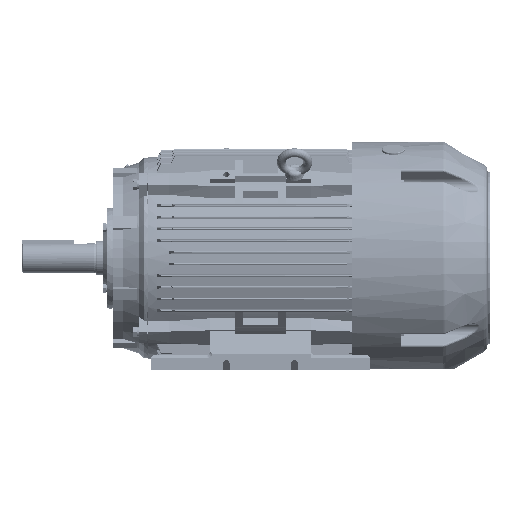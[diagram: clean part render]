
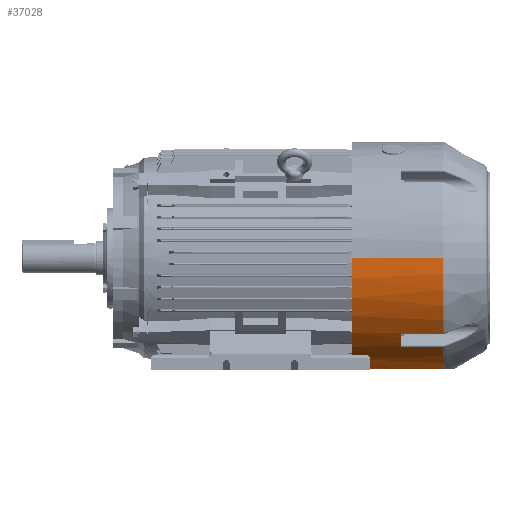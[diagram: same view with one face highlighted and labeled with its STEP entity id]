
A CAD part, front view. The second image highlights one B-rep face of the part: STEP entity #37028.
In plain terms, the highlighted cylindrical face has radius 184.5 mm (diameter 369 mm), a partial arc.
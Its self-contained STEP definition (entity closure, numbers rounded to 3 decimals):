
#35908 = VERTEX_POINT ( 'NONE', #98003 ) ;
#35917 = EDGE_CURVE ( 'NONE', #35926, #35908, #98086, .T. ) ;
#35926 = VERTEX_POINT ( 'NONE', #98140 ) ;
#36908 = EDGE_LOOP ( 'NONE', ( #37032, #37052, #37057, #37075, #36949, #36960, #37110, #37130, #37135, #37219 ) ) ;
#36949 = ORIENTED_EDGE ( 'NONE', *, *, #36953, .F. ) ;
#36953 = EDGE_CURVE ( 'NONE', #37083, #37078, #101649, .T. ) ;
#36960 = ORIENTED_EDGE ( 'NONE', *, *, #37325, .F. ) ;
#36995 = EDGE_CURVE ( 'NONE', #37218, #37046, #101792, .T. ) ;
#37028 = ADVANCED_FACE ( 'NONE', ( #101944 ), #101934, .T. ) ;
#37032 = ORIENTED_EDGE ( 'NONE', *, *, #37038, .T. ) ;
#37038 = EDGE_CURVE ( 'NONE', #37046, #35926, #101911, .T. ) ;
#37046 = VERTEX_POINT ( 'NONE', #101886 ) ;
#37052 = ORIENTED_EDGE ( 'NONE', *, *, #35917, .T. ) ;
#37057 = ORIENTED_EDGE ( 'NONE', *, *, #37066, .F. ) ;
#37066 = EDGE_CURVE ( 'NONE', #37072, #35908, #101989, .T. ) ;
#37072 = VERTEX_POINT ( 'NONE', #101969 ) ;
#37075 = ORIENTED_EDGE ( 'NONE', *, *, #37076, .T. ) ;
#37076 = EDGE_CURVE ( 'NONE', #37072, #37078, #101946, .T. ) ;
#37078 = VERTEX_POINT ( 'NONE', #101947 ) ;
#37083 = VERTEX_POINT ( 'NONE', #102084 ) ;
#37110 = ORIENTED_EDGE ( 'NONE', *, *, #37117, .T. ) ;
#37117 = EDGE_CURVE ( 'NONE', #37327, #64156, #100966, .T. ) ;
#37130 = ORIENTED_EDGE ( 'NONE', *, *, #56231, .T. ) ;
#37135 = ORIENTED_EDGE ( 'NONE', *, *, #37137, .T. ) ;
#37137 = EDGE_CURVE ( 'NONE', #56288, #37218, #102205, .T. ) ;
#37218 = VERTEX_POINT ( 'NONE', #102426 ) ;
#37219 = ORIENTED_EDGE ( 'NONE', *, *, #36995, .T. ) ;
#37325 = EDGE_CURVE ( 'NONE', #37327, #37083, #102746, .T. ) ;
#37327 = VERTEX_POINT ( 'NONE', #102729 ) ;
#56231 = EDGE_CURVE ( 'NONE', #64156, #56288, #133004, .T. ) ;
#56288 = VERTEX_POINT ( 'NONE', #133051 ) ;
#64156 = VERTEX_POINT ( 'NONE', #143577 ) ;
#98003 = CARTESIAN_POINT ( 'NONE',  ( 0., 0., 184.5 ) ) ;
#98081 = DIRECTION ( 'NONE',  ( -1., 0., 0. ) ) ;
#98083 = VECTOR ( 'NONE', #98081, 1000. ) ;
#98085 = CARTESIAN_POINT ( 'NONE',  ( 0., 0., 184.5 ) ) ;
#98086 = LINE ( 'NONE', #98085, #98083 ) ;
#98140 = CARTESIAN_POINT ( 'NONE',  ( 143.905, 0., 184.5 ) ) ;
#100966 = CIRCLE ( 'NONE', #101524, 184.5 ) ;
#101519 = DIRECTION ( 'NONE',  ( 0., 0., 1. ) ) ;
#101520 = DIRECTION ( 'NONE',  ( -1., 0., 0. ) ) ;
#101522 = CARTESIAN_POINT ( 'NONE',  ( 143.905, 0., 0. ) ) ;
#101524 = AXIS2_PLACEMENT_3D ( 'NONE', #101522, #101520, #101519 ) ;
#101646 = DIRECTION ( 'NONE',  ( -1., 0., 0. ) ) ;
#101647 = VECTOR ( 'NONE', #101646, 1000. ) ;
#101648 = CARTESIAN_POINT ( 'NONE',  ( 75., -175., 58.44 ) ) ;
#101649 = LINE ( 'NONE', #101648, #101647 ) ;
#101787 = DIRECTION ( 'NONE',  ( 1., 0., 0. ) ) ;
#101788 = VECTOR ( 'NONE', #101787, 1000. ) ;
#101790 = CARTESIAN_POINT ( 'NONE',  ( 0., -119.233, 140.797 ) ) ;
#101792 = LINE ( 'NONE', #101790, #101788 ) ;
#101886 = CARTESIAN_POINT ( 'NONE',  ( 143.905, -119.233, 140.797 ) ) ;
#101903 = DIRECTION ( 'NONE',  ( 0., 0., 1. ) ) ;
#101905 = DIRECTION ( 'NONE',  ( -1., 0., 0. ) ) ;
#101907 = CARTESIAN_POINT ( 'NONE',  ( 143.905, 0., 0. ) ) ;
#101909 = AXIS2_PLACEMENT_3D ( 'NONE', #101907, #101905, #101903 ) ;
#101911 = CIRCLE ( 'NONE', #101909, 184.5 ) ;
#101931 = DIRECTION ( 'NONE',  ( 0., 0., 1. ) ) ;
#101932 = DIRECTION ( 'NONE',  ( -1., 0., 0. ) ) ;
#101933 = AXIS2_PLACEMENT_3D ( 'NONE', #101942, #101932, #101931 ) ;
#101934 = CYLINDRICAL_SURFACE ( 'NONE', #101933, 184.5 ) ;
#101942 = CARTESIAN_POINT ( 'NONE',  ( 0., 0., 0. ) ) ;
#101944 = FACE_OUTER_BOUND ( 'NONE', #36908, .T. ) ;
#101946 = B_SPLINE_CURVE_WITH_KNOTS ( 'NONE', 3,
 ( #102072, #102071, #102069, #102067, #102064, #102062, #102060, #102059, #102058, #102056, #102053, #102051, #102049, #102046, #102044, #102041, #102039, #102038, #102037, #102036 ),
 .UNSPECIFIED., .F., .F.,
 ( 4, 2, 2, 2, 2, 2, 2, 2, 2, 4 ),
 ( 0., 0.001, 0.002, 0.003, 0.004, 0.004, 0.005, 0.006, 0.007, 0.008 ),
 .UNSPECIFIED. ) ;
#101947 = CARTESIAN_POINT ( 'NONE',  ( 5., -175., 58.44 ) ) ;
#101969 = CARTESIAN_POINT ( 'NONE',  ( 0., -173.25, 63.44 ) ) ;
#101982 = DIRECTION ( 'NONE',  ( 0., 0., 1. ) ) ;
#101983 = DIRECTION ( 'NONE',  ( -1., 0., 0. ) ) ;
#101985 = CARTESIAN_POINT ( 'NONE',  ( 0., 0., 0. ) ) ;
#101987 = AXIS2_PLACEMENT_3D ( 'NONE', #101985, #101983, #101982 ) ;
#101989 = CIRCLE ( 'NONE', #101987, 184.5 ) ;
#102036 = CARTESIAN_POINT ( 'NONE',  ( 5., -175., 58.44 ) ) ;
#102037 = CARTESIAN_POINT ( 'NONE',  ( 4.659, -175., 58.44 ) ) ;
#102038 = CARTESIAN_POINT ( 'NONE',  ( 4.319, -174.988, 58.475 ) ) ;
#102039 = CARTESIAN_POINT ( 'NONE',  ( 3.658, -174.943, 58.612 ) ) ;
#102041 = CARTESIAN_POINT ( 'NONE',  ( 3.339, -174.909, 58.712 ) ) ;
#102044 = CARTESIAN_POINT ( 'NONE',  ( 2.727, -174.821, 58.974 ) ) ;
#102046 = CARTESIAN_POINT ( 'NONE',  ( 2.43, -174.765, 59.139 ) ) ;
#102049 = CARTESIAN_POINT ( 'NONE',  ( 1.887, -174.638, 59.514 ) ) ;
#102051 = CARTESIAN_POINT ( 'NONE',  ( 1.637, -174.566, 59.725 ) ) ;
#102053 = CARTESIAN_POINT ( 'NONE',  ( 1.295, -174.444, 60.078 ) ) ;
#102056 = CARTESIAN_POINT ( 'NONE',  ( 1.186, -174.402, 60.203 ) ) ;
#102058 = CARTESIAN_POINT ( 'NONE',  ( 0.983, -174.313, 60.458 ) ) ;
#102059 = CARTESIAN_POINT ( 'NONE',  ( 0.889, -174.268, 60.59 ) ) ;
#102060 = CARTESIAN_POINT ( 'NONE',  ( 0.627, -174.126, 60.995 ) ) ;
#102062 = CARTESIAN_POINT ( 'NONE',  ( 0.48, -174.026, 61.279 ) ) ;
#102064 = CARTESIAN_POINT ( 'NONE',  ( 0.24, -173.815, 61.877 ) ) ;
#102067 = CARTESIAN_POINT ( 'NONE',  ( 0.15, -173.705, 62.185 ) ) ;
#102069 = CARTESIAN_POINT ( 'NONE',  ( 0.03, -173.481, 62.806 ) ) ;
#102071 = CARTESIAN_POINT ( 'NONE',  ( 0., -173.367, 63.121 ) ) ;
#102072 = CARTESIAN_POINT ( 'NONE',  ( 0., -173.25, 63.44 ) ) ;
#102084 = CARTESIAN_POINT ( 'NONE',  ( 65., -175., 58.44 ) ) ;
#102200 = DIRECTION ( 'NONE',  ( 0., 0., 1. ) ) ;
#102202 = DIRECTION ( 'NONE',  ( -1., 0., 0. ) ) ;
#102203 = CARTESIAN_POINT ( 'NONE',  ( 78., 0., 0. ) ) ;
#102204 = AXIS2_PLACEMENT_3D ( 'NONE', #102203, #102202, #102200 ) ;
#102205 = CIRCLE ( 'NONE', #102204, 184.5 ) ;
#102426 = CARTESIAN_POINT ( 'NONE',  ( 78., -119.233, 140.797 ) ) ;
#102729 = CARTESIAN_POINT ( 'NONE',  ( 143.905, -175., 58.44 ) ) ;
#102731 = DIRECTION ( 'NONE',  ( -1., 0., 0. ) ) ;
#102732 = VECTOR ( 'NONE', #102731, 1000. ) ;
#102744 = CARTESIAN_POINT ( 'NONE',  ( 219., -175., 58.44 ) ) ;
#102746 = LINE ( 'NONE', #102744, #102732 ) ;
#133001 = DIRECTION ( 'NONE',  ( -1., 0., 0. ) ) ;
#133002 = VECTOR ( 'NONE', #133001, 1000. ) ;
#133003 = CARTESIAN_POINT ( 'NONE',  ( 0., -140.797, 119.233 ) ) ;
#133004 = LINE ( 'NONE', #133003, #133002 ) ;
#133051 = CARTESIAN_POINT ( 'NONE',  ( 78., -140.797, 119.233 ) ) ;
#143577 = CARTESIAN_POINT ( 'NONE',  ( 143.905, -140.797, 119.233 ) ) ;
